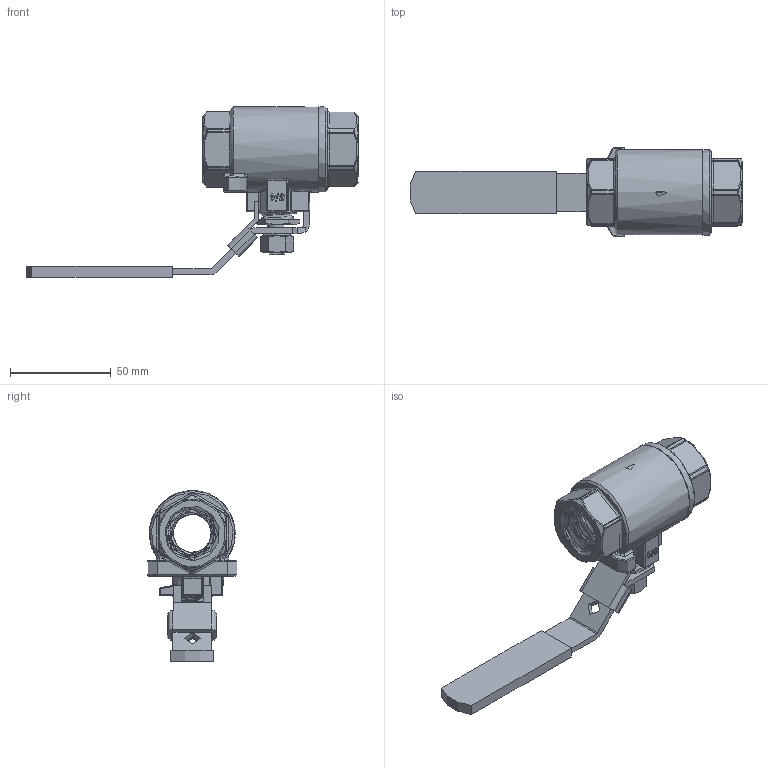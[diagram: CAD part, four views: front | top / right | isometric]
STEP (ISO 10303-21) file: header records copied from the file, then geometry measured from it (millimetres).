
FILE_DESCRIPTION(/* description */ (''),/* implementation_level */ '2;1');
FILE_NAME(/* name */ 'kh_34_entleer_es.stp',/* time_stamp */ '2016-09-26T15:26:45+02:00',/* author */ ('leitheußer'),/* organization */ (''),/* preprocessor_version */ 'ST-DEVELOPER v15.6',/* originating_system */ 'Autodesk Inventor LT ',/* authorisation */ '');
FILE_SCHEMA (('AUTOMOTIVE_DESIGN { 1 0 10303 214 3 1 1 }'));
Products named in the file (1): 2006W-BD DN20
Bounding box: 164.84 x 44.6 x 84.85 mm (x, y, z)
Volume: 93881.3 mm3; surface area: 46230.7 mm2
Topology: 8 solids, 8 shells, 705 faces, 1715 edges, 1033 vertices
Faces by surface type: bspline 205, cylinder 176, plane 166, torus 61, cone 49, sphere 48
Full cylindrical faces by diameter (mm): 4.2 x4, 8 x1, 9.5 x1, 10 x1, 11.4 x1, 13 x5, 14 x1, 15.2 x1, 15.9 x2, 20 x1, 20.2 x2, 23.8 x2, 30 x1, 34.53 x1, 34.8 x1, 37 x1, 38 x1, 39.5 x1, 42.6 x2
Entity records: 41850 total; most frequent: CARTESIAN_POINT 27294, ORIENTED_EDGE 3224, DIRECTION 2702, EDGE_CURVE 1612, AXIS2_PLACEMENT_3D 1089, VERTEX_POINT 986, EDGE_LOOP 757, FACE_OUTER_BOUND 690
